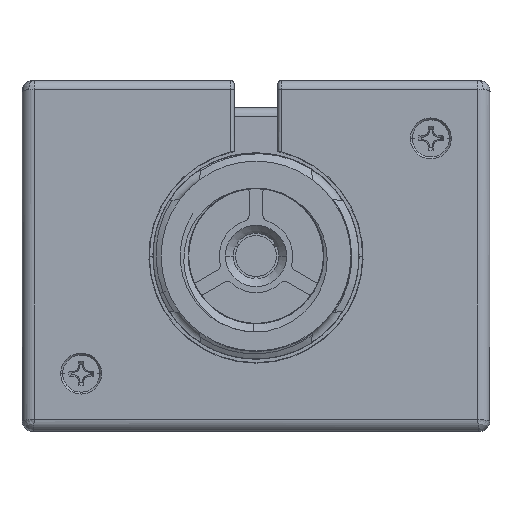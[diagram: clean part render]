
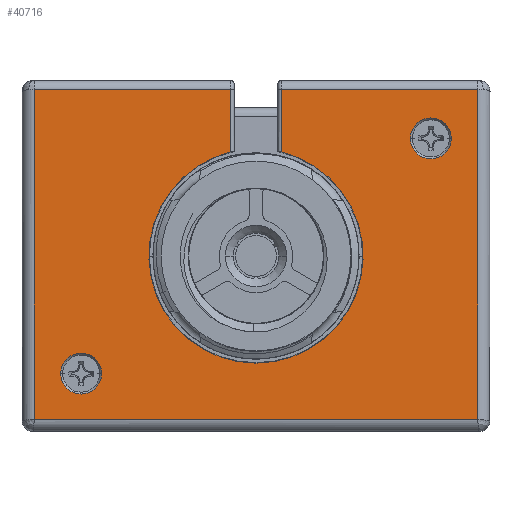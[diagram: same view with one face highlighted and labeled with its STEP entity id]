
A CAD part, front view. The second image highlights one B-rep face of the part: STEP entity #40716.
In plain terms, the highlighted planar face has unit normal (0, -1, 0).
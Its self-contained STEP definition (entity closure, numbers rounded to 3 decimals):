
#33881=CARTESIAN_POINT('',(25.4,0.,17.09));
#33882=DIRECTION('',(0.,1.,0.));
#33883=DIRECTION('',(-1.,0.,0.));
#33884=AXIS2_PLACEMENT_3D('',#33881,#33882,#33883);
#33886=CARTESIAN_POINT('',(25.4,0.,17.09));
#33887=DIRECTION('',(0.,1.,0.));
#33888=DIRECTION('',(1.,0.,0.));
#33889=AXIS2_PLACEMENT_3D('',#33886,#33887,#33888);
#33891=CARTESIAN_POINT('',(-25.4,0.,-17.09));
#33892=DIRECTION('',(0.,1.,0.));
#33893=DIRECTION('',(-1.,0.,0.));
#33894=AXIS2_PLACEMENT_3D('',#33891,#33892,#33893);
#33896=CARTESIAN_POINT('',(-25.4,0.,-17.09));
#33897=DIRECTION('',(0.,1.,0.));
#33898=DIRECTION('',(1.,0.,0.));
#33899=AXIS2_PLACEMENT_3D('',#33896,#33897,#33898);
#33901=DIRECTION('',(1.,0.,0.));
#33902=VECTOR('',#33901,28.525);
#33903=CARTESIAN_POINT('',(3.675,0.,24.15));
#33904=LINE('',#33903,#33902);
#33905=DIRECTION('',(0.,0.,-1.));
#33906=VECTOR('',#33905,47.85);
#33907=CARTESIAN_POINT('',(32.2,0.,24.15));
#33908=LINE('',#33907,#33906);
#33909=DIRECTION('',(-1.,0.,0.));
#33910=VECTOR('',#33909,64.4);
#33911=CARTESIAN_POINT('',(32.2,0.,-23.7));
#33912=LINE('',#33911,#33910);
#33913=DIRECTION('',(0.,0.,-1.));
#33914=VECTOR('',#33913,47.85);
#33915=CARTESIAN_POINT('',(-32.2,0.,24.15));
#33916=LINE('',#33915,#33914);
#33917=DIRECTION('',(1.,0.,0.));
#33918=VECTOR('',#33917,28.525);
#33919=CARTESIAN_POINT('',(-32.2,0.,24.15));
#33920=LINE('',#33919,#33918);
#33921=DIRECTION('',(0.,0.,1.));
#33922=VECTOR('',#33921,9.027);
#33923=CARTESIAN_POINT('',(-3.675,0.,15.123));
#33924=LINE('',#33923,#33922);
#33925=CARTESIAN_POINT('',(0.,0.,0.));
#33926=DIRECTION('',(0.,1.,0.));
#33927=DIRECTION('',(0.236,0.,0.972));
#33928=AXIS2_PLACEMENT_3D('',#33925,#33926,#33927);
#33930=DIRECTION('',(0.,0.,-1.));
#33931=VECTOR('',#33930,9.027);
#33932=CARTESIAN_POINT('',(3.675,0.,24.15));
#33933=LINE('',#33932,#33931);
#35086=CARTESIAN_POINT('',(-3.675,0.,15.123));
#35093=CARTESIAN_POINT('',(3.675,0.,15.123));
#39485=CARTESIAN_POINT('',(32.2,0.,-23.7));
#39486=CARTESIAN_POINT('',(-32.2,0.,-23.7));
#39487=VERTEX_POINT('',#39485);
#39488=VERTEX_POINT('',#39486);
#39498=VERTEX_POINT('',#35086);
#39503=VERTEX_POINT('',#35093);
#39514=CARTESIAN_POINT('',(32.2,0.,24.15));
#39515=VERTEX_POINT('',#39514);
#39518=CARTESIAN_POINT('',(3.675,0.,24.15));
#39519=VERTEX_POINT('',#39518);
#39524=CARTESIAN_POINT('',(-32.2,0.,24.15));
#39525=CARTESIAN_POINT('',(-3.675,0.,24.15));
#39526=VERTEX_POINT('',#39524);
#39527=VERTEX_POINT('',#39525);
#40619=CARTESIAN_POINT('',(22.425,0.,17.09));
#40620=CARTESIAN_POINT('',(28.375,0.,17.09));
#40621=VERTEX_POINT('',#40619);
#40622=VERTEX_POINT('',#40620);
#40623=CARTESIAN_POINT('',(-28.375,0.,-17.09));
#40624=CARTESIAN_POINT('',(-22.425,0.,-17.09));
#40625=VERTEX_POINT('',#40623);
#40626=VERTEX_POINT('',#40624);
#40682=CARTESIAN_POINT('',(-34.,0.,-25.5));
#40683=DIRECTION('',(0.,-1.,0.));
#40684=DIRECTION('',(1.,0.,0.));
#40685=AXIS2_PLACEMENT_3D('',#40682,#40683,#40684);
#40686=PLANE('',#40685);
#40688=ORIENTED_EDGE('',*,*,#40687,.T.);
#40690=ORIENTED_EDGE('',*,*,#40689,.T.);
#40691=ORIENTED_EDGE('',*,*,#40672,.T.);
#40693=ORIENTED_EDGE('',*,*,#40692,.F.);
#40695=ORIENTED_EDGE('',*,*,#40694,.T.);
#40697=ORIENTED_EDGE('',*,*,#40696,.F.);
#40699=ORIENTED_EDGE('',*,*,#40698,.F.);
#40701=ORIENTED_EDGE('',*,*,#40700,.F.);
#40702=EDGE_LOOP('',(#40688,#40690,#40691,#40693,#40695,#40697,#40699,#40701));
#40703=FACE_OUTER_BOUND('',#40702,.F.);
#40705=ORIENTED_EDGE('',*,*,#40704,.F.);
#40707=ORIENTED_EDGE('',*,*,#40706,.F.);
#40708=EDGE_LOOP('',(#40705,#40707));
#40709=FACE_BOUND('',#40708,.F.);
#40711=ORIENTED_EDGE('',*,*,#40710,.F.);
#40713=ORIENTED_EDGE('',*,*,#40712,.F.);
#40714=EDGE_LOOP('',(#40711,#40713));
#40715=FACE_BOUND('',#40714,.F.);
#40716=ADVANCED_FACE('',(#40703,#40709,#40715),#40686,.T.);
#33885=CIRCLE('',#33884,2.975);
#33890=CIRCLE('',#33889,2.975);
#33895=CIRCLE('',#33894,2.975);
#33900=CIRCLE('',#33899,2.975);
#33929=CIRCLE('',#33928,15.563);
#40672=EDGE_CURVE('',#39487,#39488,#33912,.T.);
#40687=EDGE_CURVE('',#39519,#39515,#33904,.T.);
#40689=EDGE_CURVE('',#39515,#39487,#33908,.T.);
#40692=EDGE_CURVE('',#39526,#39488,#33916,.T.);
#40694=EDGE_CURVE('',#39526,#39527,#33920,.T.);
#40696=EDGE_CURVE('',#39498,#39527,#33924,.T.);
#40698=EDGE_CURVE('',#39503,#39498,#33929,.T.);
#40700=EDGE_CURVE('',#39519,#39503,#33933,.T.);
#40704=EDGE_CURVE('',#40625,#40626,#33895,.T.);
#40706=EDGE_CURVE('',#40626,#40625,#33900,.T.);
#40710=EDGE_CURVE('',#40621,#40622,#33885,.T.);
#40712=EDGE_CURVE('',#40622,#40621,#33890,.T.);
